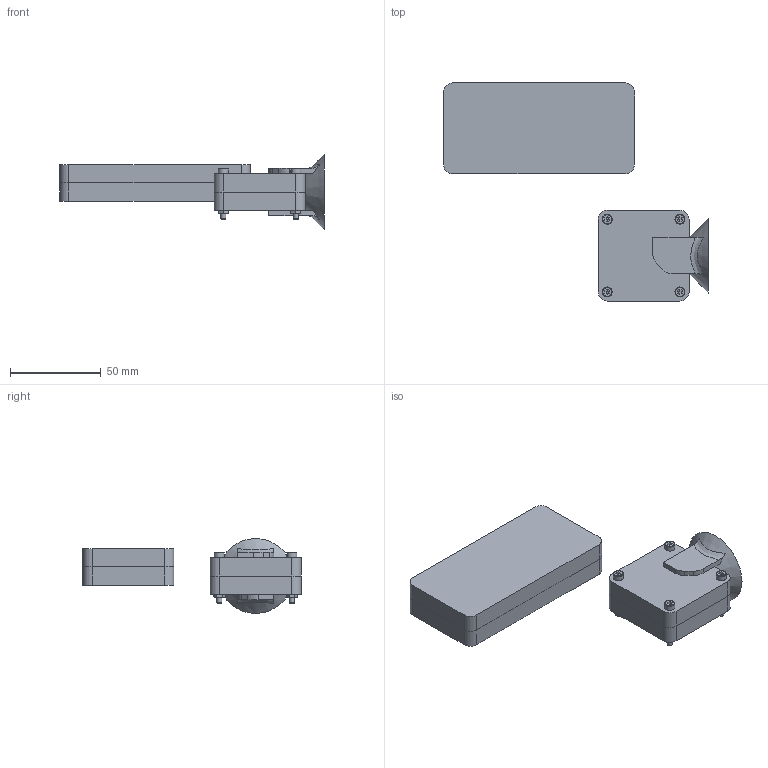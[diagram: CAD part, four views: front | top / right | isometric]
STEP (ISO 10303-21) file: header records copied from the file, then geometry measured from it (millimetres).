
FILE_DESCRIPTION(/* description */ (''),/* implementation_level */ '2;1');
FILE_NAME(/* name */ 'crayon wax molds v26.step',/* time_stamp */ '2024-07-07T17:20:59-06:00',/* author */ (''),/* organization */ (''),/* preprocessor_version */ 'ST-DEVELOPER v20',/* originating_system */ 'Autodesk Translation Framework v13.14.0.145',/* authorisation */ '');
FILE_SCHEMA (('AUTOMOTIVE_DESIGN { 1 0 10303 214 3 1 1 }'));
Length unit declared in the file: millimetre
Products named in the file (3): crayon wax molds; Broached Hexagon Socket Head Cap Screw ANSI B18.3.1M - M3x0.5 x 25 St
eel Grade 2 Plain v1; Hexagon Thin Nut DIN 439-2 - M3 x 0.5 Steel 6 Plain v1
Assembly tree (8 placements, depth 2):
  crayon wax molds
    Broached Hexagon Socket Head Cap Screw ANSI B18.3.1M - M3x0.5 x 25 St
eel Grade 2 Plain v1  x4
    Hexagon Thin Nut DIN 439-2 - M3 x 0.5 Steel 6 Plain v1  x4
Bounding box: 145.61 x 120 x 41.21 mm (x, y, z)
Volume: 145014.9 mm3; surface area: 51591.6 mm2
Topology: 13 solids, 13 shells, 348 faces, 883 edges, 572 vertices
Faces by surface type: plane 206, cylinder 58, bspline 46, cone 34, torus 4
Full cylindrical faces by diameter (mm): 2.529 x4, 2.927 x4, 3.3 x4, 3.4 x12, 5.5 x4
Entity records: 8691 total; most frequent: CARTESIAN_POINT 2327, ORIENTED_EDGE 1372, DIRECTION 1171, EDGE_CURVE 686, VERTEX_POINT 455, LINE 391, VECTOR 391, AXIS2_PLACEMENT_3D 390
